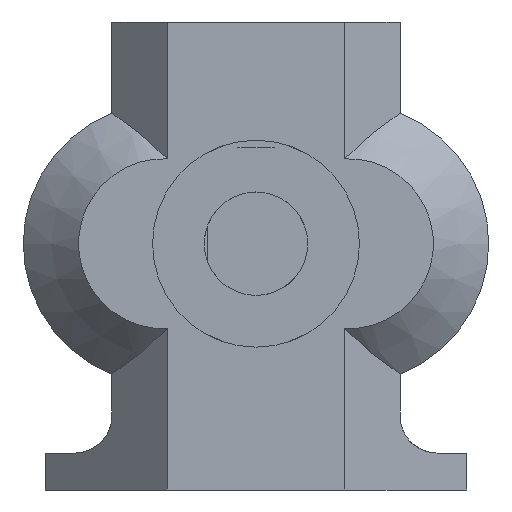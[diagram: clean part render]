
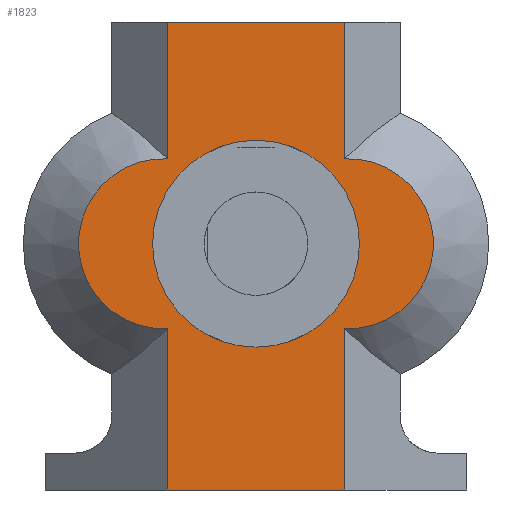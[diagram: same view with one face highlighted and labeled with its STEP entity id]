
A CAD part, front view. The second image highlights one B-rep face of the part: STEP entity #1823.
In plain terms, the highlighted planar face has unit normal (0, -1, 0).
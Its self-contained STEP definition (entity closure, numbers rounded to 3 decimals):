
#34=FACE_BOUND('',#328,.T.);
#102=CIRCLE('',#1957,2.8);
#107=CIRCLE('',#1973,2.3);
#110=CIRCLE('',#1981,2.3);
#227=FACE_OUTER_BOUND('',#327,.T.);
#327=EDGE_LOOP('',(#1663,#1664,#1665,#1666,#1667,#1668,#1669,#1670));
#328=EDGE_LOOP('',(#1671));
#386=LINE('',#2629,#571);
#470=LINE('',#2990,#655);
#507=LINE('',#3110,#692);
#508=LINE('',#3125,#693);
#512=LINE('',#3135,#697);
#513=LINE('',#3149,#698);
#571=VECTOR('',#2084,10.);
#655=VECTOR('',#2322,10.);
#692=VECTOR('',#2441,10.);
#693=VECTOR('',#2450,10.);
#697=VECTOR('',#2462,10.);
#698=VECTOR('',#2471,10.);
#752=VERTEX_POINT('',#2626);
#753=VERTEX_POINT('',#2628);
#834=VERTEX_POINT('',#2987);
#835=VERTEX_POINT('',#2989);
#856=VERTEX_POINT('',#3069);
#865=VERTEX_POINT('',#3109);
#866=VERTEX_POINT('',#3116);
#869=VERTEX_POINT('',#3134);
#870=VERTEX_POINT('',#3141);
#933=EDGE_CURVE('',#753,#752,#386,.T.);
#1061=EDGE_CURVE('',#835,#834,#470,.T.);
#1096=EDGE_CURVE('',#856,#856,#102,.T.);
#1117=EDGE_CURVE('',#835,#865,#507,.T.);
#1119=EDGE_CURVE('',#865,#866,#107,.T.);
#1122=EDGE_CURVE('',#866,#752,#508,.T.);
#1127=EDGE_CURVE('',#753,#869,#512,.T.);
#1129=EDGE_CURVE('',#869,#870,#110,.T.);
#1132=EDGE_CURVE('',#870,#834,#513,.T.);
#1663=ORIENTED_EDGE('',*,*,#1117,.F.);
#1664=ORIENTED_EDGE('',*,*,#1061,.T.);
#1665=ORIENTED_EDGE('',*,*,#1132,.F.);
#1666=ORIENTED_EDGE('',*,*,#1129,.F.);
#1667=ORIENTED_EDGE('',*,*,#1127,.F.);
#1668=ORIENTED_EDGE('',*,*,#933,.T.);
#1669=ORIENTED_EDGE('',*,*,#1122,.F.);
#1670=ORIENTED_EDGE('',*,*,#1119,.F.);
#1671=ORIENTED_EDGE('',*,*,#1096,.T.);
#1732=PLANE('',#1992);
#1823=ADVANCED_FACE('',(#227,#34),#1732,.F.);
#1957=AXIS2_PLACEMENT_3D('',#3070,#2395,#2396);
#1973=AXIS2_PLACEMENT_3D('',#3117,#2444,#2445);
#1981=AXIS2_PLACEMENT_3D('',#3142,#2465,#2466);
#1992=AXIS2_PLACEMENT_3D('',#3174,#2488,#2489);
#2084=DIRECTION('',(-1.,0.,0.));
#2322=DIRECTION('',(1.,0.,0.));
#2395=DIRECTION('center_axis',(0.,1.,0.));
#2396=DIRECTION('ref_axis',(-1.,0.,0.));
#2441=DIRECTION('',(0.,0.,1.));
#2444=DIRECTION('center_axis',(0.,1.,0.));
#2445=DIRECTION('ref_axis',(-1.,0.,0.));
#2450=DIRECTION('',(0.,0.,1.));
#2462=DIRECTION('',(0.,0.,-1.));
#2465=DIRECTION('center_axis',(0.,1.,0.));
#2466=DIRECTION('ref_axis',(1.,0.,0.));
#2471=DIRECTION('',(0.,0.,-1.));
#2488=DIRECTION('center_axis',(0.,1.,0.));
#2489=DIRECTION('ref_axis',(0.,0.,1.));
#2626=CARTESIAN_POINT('',(5.1,65.25,16.));
#2628=CARTESIAN_POINT('',(9.9,65.25,16.));
#2629=CARTESIAN_POINT('',(9.55,65.25,16.));
#2987=CARTESIAN_POINT('',(9.9,65.25,3.334));
#2989=CARTESIAN_POINT('',(5.1,65.25,3.334));
#2990=CARTESIAN_POINT('',(4.65,65.25,3.334));
#3069=CARTESIAN_POINT('',(10.3,65.25,10.));
#3070=CARTESIAN_POINT('Origin',(7.5,65.25,10.));
#3109=CARTESIAN_POINT('',(5.1,65.25,7.702));
#3110=CARTESIAN_POINT('',(5.1,65.25,7.));
#3116=CARTESIAN_POINT('',(5.1,65.25,12.298));
#3117=CARTESIAN_POINT('Origin',(5.,65.25,10.));
#3125=CARTESIAN_POINT('',(5.1,65.25,12.833));
#3134=CARTESIAN_POINT('',(9.9,65.25,12.298));
#3135=CARTESIAN_POINT('',(9.9,65.25,11.667));
#3141=CARTESIAN_POINT('',(9.9,65.25,7.702));
#3142=CARTESIAN_POINT('Origin',(10.,65.25,10.));
#3149=CARTESIAN_POINT('',(9.9,65.25,6.5));
#3174=CARTESIAN_POINT('Origin',(7.5,65.25,9.667));
